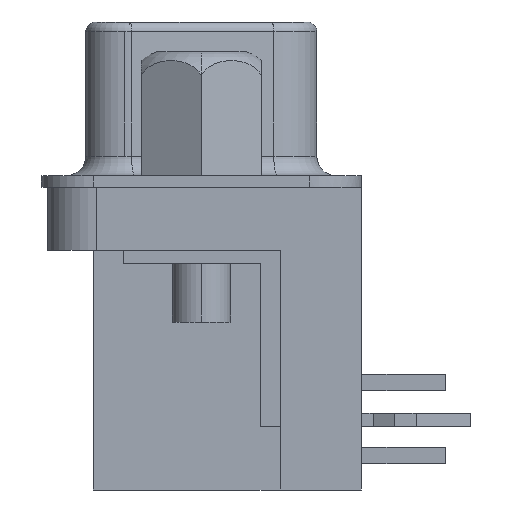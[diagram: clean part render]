
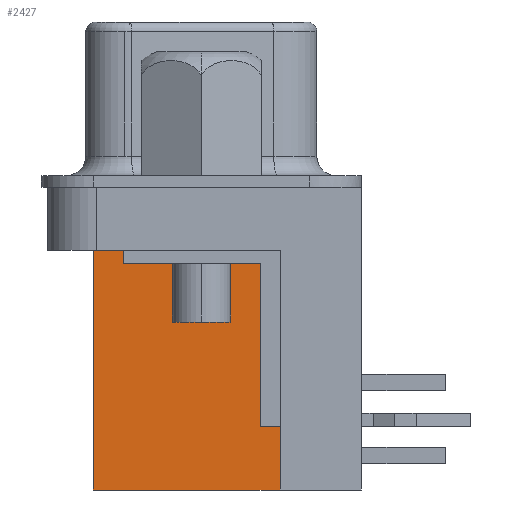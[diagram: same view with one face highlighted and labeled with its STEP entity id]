
A CAD part, left-side view. The second image highlights one B-rep face of the part: STEP entity #2427.
In plain terms, the highlighted planar face has unit normal (-1, 0, 0).
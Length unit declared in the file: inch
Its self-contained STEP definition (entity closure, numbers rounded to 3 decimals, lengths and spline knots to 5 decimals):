
#2427 = ADVANCED_FACE ( 'NONE', ( #7432 ), #7416, .T. ) ;
#2452 = EDGE_LOOP ( 'NONE', ( #2535, #2476, #2536, #2509 ) ) ;
#2476 = ORIENTED_EDGE ( 'NONE', *, *, #5952, .T. ) ;
#2509 = ORIENTED_EDGE ( 'NONE', *, *, #17351, .F. ) ;
#2535 = ORIENTED_EDGE ( 'NONE', *, *, #6247, .F. ) ;
#2536 = ORIENTED_EDGE ( 'NONE', *, *, #16609, .T. ) ;
#5947 = VERTEX_POINT ( 'NONE', #14529 ) ;
#5952 = EDGE_CURVE ( 'NONE', #6255, #5947, #14573, .T. ) ;
#6247 = EDGE_CURVE ( 'NONE', #6255, #6259, #15006, .T. ) ;
#6255 = VERTEX_POINT ( 'NONE', #14989 ) ;
#6259 = VERTEX_POINT ( 'NONE', #14949 ) ;
#7360 = AXIS2_PLACEMENT_3D ( 'NONE', #7435, #7419, #7418 ) ;
#7416 = PLANE ( 'NONE',  #7360 ) ;
#7418 = DIRECTION ( 'NONE',  ( 0., 0., 1. ) ) ;
#7419 = DIRECTION ( 'NONE',  ( -1., 0., 0. ) ) ;
#7432 = FACE_OUTER_BOUND ( 'NONE', #2452, .T. ) ;
#7435 = CARTESIAN_POINT ( 'NONE',  ( -1.107, -0.121, 0.19104 ) ) ;
#14529 = CARTESIAN_POINT ( 'NONE',  ( -1.107, 0.166, -0.097 ) ) ;
#14570 = DIRECTION ( 'NONE',  ( 0., 1., 0. ) ) ;
#14571 = VECTOR ( 'NONE', #14570, 39.37008 ) ;
#14572 = CARTESIAN_POINT ( 'NONE',  ( -1.107, -0.121, -0.097 ) ) ;
#14573 = LINE ( 'NONE', #14572, #14571 ) ;
#14949 = CARTESIAN_POINT ( 'NONE',  ( -1.107, -0.121, -0.465 ) ) ;
#14989 = CARTESIAN_POINT ( 'NONE',  ( -1.107, -0.121, -0.097 ) ) ;
#14995 = DIRECTION ( 'NONE',  ( 0., 0., -1. ) ) ;
#14996 = VECTOR ( 'NONE', #14995, 39.37008 ) ;
#14997 = CARTESIAN_POINT ( 'NONE',  ( -1.107, -0.121, 0.19104 ) ) ;
#15006 = LINE ( 'NONE', #14997, #14996 ) ;
#16609 = EDGE_CURVE ( 'NONE', #5947, #17434, #18019, .T. ) ;
#17351 = EDGE_CURVE ( 'NONE', #6259, #17434, #18080, .T. ) ;
#17434 = VERTEX_POINT ( 'NONE', #18092 ) ;
#18019 = LINE ( 'NONE', #18075, #18074 ) ;
#18073 = DIRECTION ( 'NONE',  ( 0., 0., -1. ) ) ;
#18074 = VECTOR ( 'NONE', #18073, 39.37008 ) ;
#18075 = CARTESIAN_POINT ( 'NONE',  ( -1.107, 0.166, 0.19104 ) ) ;
#18079 = CARTESIAN_POINT ( 'NONE',  ( -1.107, -0.121, -0.465 ) ) ;
#18080 = LINE ( 'NONE', #18079, #18089 ) ;
#18088 = DIRECTION ( 'NONE',  ( 0., 1., 0. ) ) ;
#18089 = VECTOR ( 'NONE', #18088, 39.37008 ) ;
#18092 = CARTESIAN_POINT ( 'NONE',  ( -1.107, 0.166, -0.465 ) ) ;
